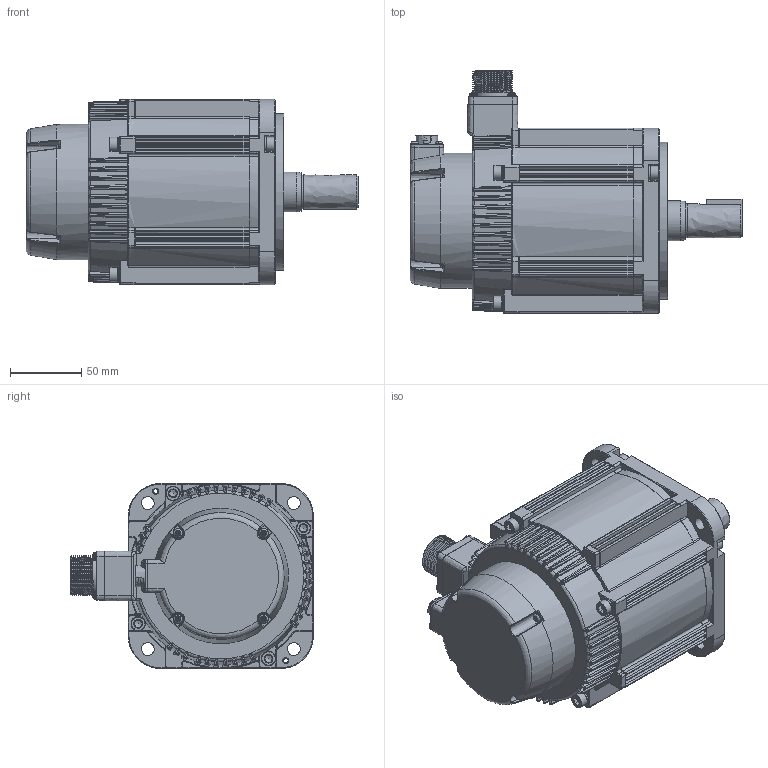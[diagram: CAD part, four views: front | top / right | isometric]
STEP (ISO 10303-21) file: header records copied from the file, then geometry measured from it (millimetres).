
FILE_DESCRIPTION( ('This file contains a STEP AP42 implementation' ,'as created by ZW3D STEP Interface translator.') ,'2;1' );
FILE_NAME( 'X6MG180A-N2LD-俋倛芞.stp' ,'21 917.113616', (''), ('ZWCAD Software Co.'), 'Version 1.0', 'ZW3D to STEP translator', '' );
FILE_SCHEMA(('AUTOMOTIVE_DESIGN'));
Length unit declared in the file: millimetre
Products named in the file (2): 0; X6MG180A-N2LD-俋倛芞
Bounding box: 233.1 x 170.44 x 130 mm (x, y, z)
Volume: 2200714.9 mm3; surface area: 153470.9 mm2
Topology: 1 solids, 1 shells, 2651 faces, 7644 edges, 4777 vertices
Faces by surface type: bspline 2651
Entity records: 105642 total; most frequent: CARTESIAN_POINT 61675, ORIENTED_EDGE 15060, EDGE_CURVE 7530, VERTEX_POINT 4777, B_SPLINE_CURVE_WITH_KNOTS 4678, EDGE_LOOP 2755, FACE_OUTER_BOUND 2651, ADVANCED_FACE 2651
